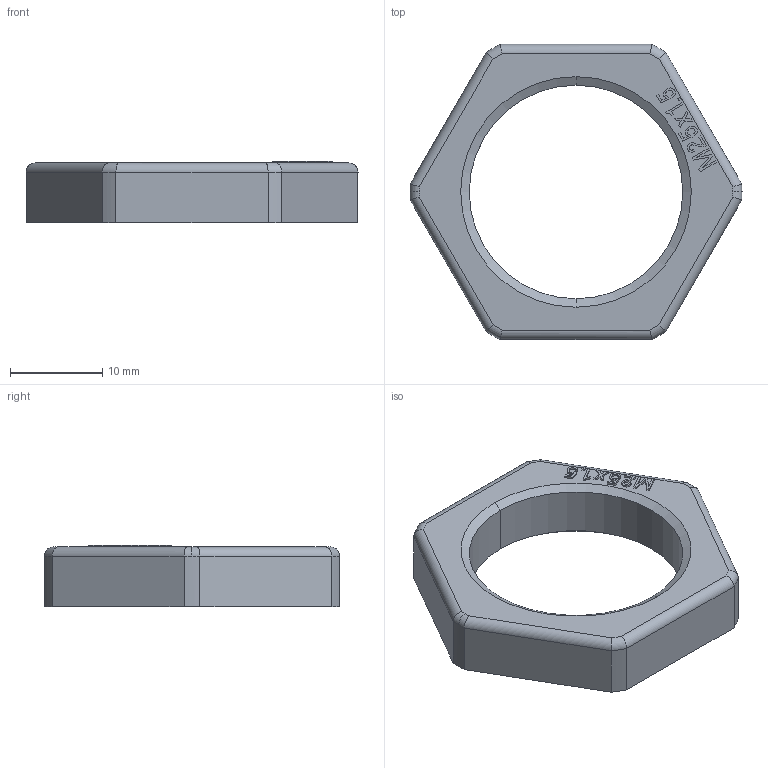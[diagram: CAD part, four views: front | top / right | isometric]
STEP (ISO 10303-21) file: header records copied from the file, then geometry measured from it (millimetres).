
FILE_DESCRIPTION(('CoCreate Modeling STEP Export'),'2;1');
FILE_NAME('0062129_4-2048930.step','2014-01-08T14:50:03',(''),(''),'CoCreate Modeling STEP processor for AP214 (Solid Model)','CoCreate Modeling 16.00B 02-Dec-2008 (C) Parametric Technology GmbH','');
FILE_SCHEMA(('AUTOMOTIVE_DESIGN { 1 0 10303 214 1 1 1 1 }'));
Length unit declared in the file: millimetre
Products named in the file (1): Gegenmutter
Bounding box: 36 x 32 x 6.7 mm (x, y, z)
Volume: 2830.8 mm3; surface area: 2138.1 mm2
Topology: 1 solids, 1 shells, 245 faces, 683 edges, 450 vertices
Faces by surface type: plane 205, torus 16, cylinder 14, cone 10
Entity records: 8401 total; most frequent: CARTESIAN_POINT 2133, ORIENTED_EDGE 1366, DIRECTION 1155, EDGE_CURVE 683, VECTOR 603, LINE 603, VERTEX_POINT 450, AXIS2_PLACEMENT_3D 276
